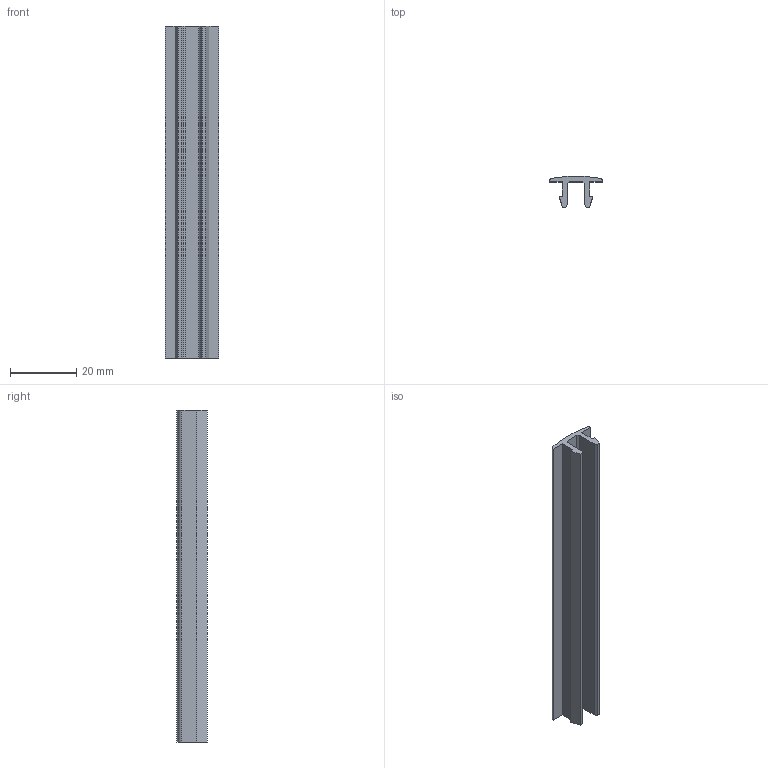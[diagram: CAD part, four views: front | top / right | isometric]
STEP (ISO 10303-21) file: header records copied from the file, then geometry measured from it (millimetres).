
FILE_DESCRIPTION(/* description */ ('GUARNIZIONE CAVA PER - PVC SEMIRIGIDO GR'),/* implementation_level */ '2;1');
FILE_NAME(/* name */ 'CGUCA0000003.stp',/* time_stamp */ '2020-03-04T11:37:23+01:00',/* author */ ('tecnico5'),/* organization */ (''),/* preprocessor_version */ 'ST-DEVELOPER v17.2',/* originating_system */ 'Autodesk Inventor 2019',/* authorisation */ '');
FILE_SCHEMA (('AUTOMOTIVE_DESIGN { 1 0 10303 214 3 1 1 }'));
Length unit declared in the file: millimetre
Products named in the file (1): CGUCA0000003
Bounding box: 16 x 9.26 x 100 mm (x, y, z)
Volume: 4768.5 mm3; surface area: 6595.9 mm2
Topology: 1 solids, 1 shells, 22 faces, 60 edges, 40 vertices
Faces by surface type: plane 19, cylinder 3
Entity records: 731 total; most frequent: CARTESIAN_POINT 123, ORIENTED_EDGE 120, DIRECTION 112, EDGE_CURVE 60, LINE 54, VECTOR 54, VERTEX_POINT 40, AXIS2_PLACEMENT_3D 29
